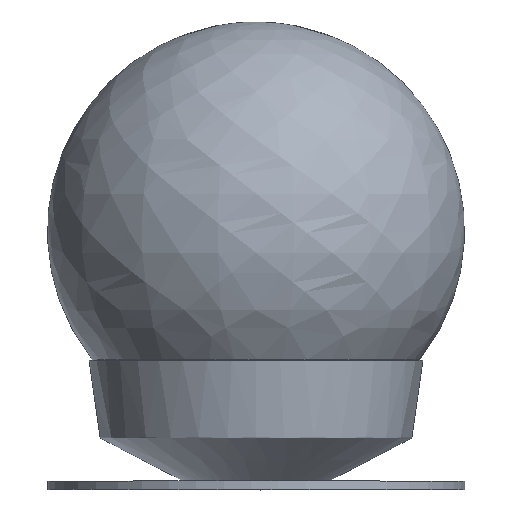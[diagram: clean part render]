
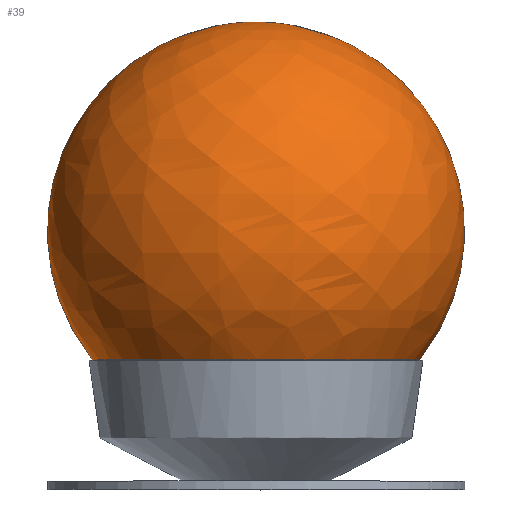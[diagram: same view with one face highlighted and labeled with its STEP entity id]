
A CAD part, top view. The second image highlights one B-rep face of the part: STEP entity #39.
In plain terms, the highlighted free-form (B-spline) face has degree [2, 2] with [5, 5] control points.
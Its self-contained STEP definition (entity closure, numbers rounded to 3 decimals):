
#39=ADVANCED_FACE('',(#54),#191,.T.);
#54=FACE_OUTER_BOUND('',#69,.T.);
#69=EDGE_LOOP('',(#113,#114,#115));
#113=ORIENTED_EDGE('',*,*,#139,.T.);
#114=ORIENTED_EDGE('',*,*,#137,.T.);
#115=ORIENTED_EDGE('',*,*,#138,.F.);
#137=EDGE_CURVE('',#177,#178,#153,.T.);
#138=EDGE_CURVE('',#179,#178,#154,.T.);
#139=EDGE_CURVE('',#179,#177,#155,.T.);
#153=(
BOUNDED_CURVE()
B_SPLINE_CURVE(2,(#609,#610,#611,#612,#613),.UNSPECIFIED.,.F.,.F.)
B_SPLINE_CURVE_WITH_KNOTS((3,2,3),(0.,83.961,167.922),
 .UNSPECIFIED.)
CURVE()
GEOMETRIC_REPRESENTATION_ITEM()
RATIONAL_B_SPLINE_CURVE((1.,0.847,1.,0.847,1.))
REPRESENTATION_ITEM('')
);
#154=(
BOUNDED_CURVE()
B_SPLINE_CURVE(2,(#614,#615,#616,#617,#618),.UNSPECIFIED.,.F.,.F.)
B_SPLINE_CURVE_WITH_KNOTS((3,2,3),(0.,83.961,167.922),
 .UNSPECIFIED.)
CURVE()
GEOMETRIC_REPRESENTATION_ITEM()
RATIONAL_B_SPLINE_CURVE((1.,0.847,1.,0.847,1.))
REPRESENTATION_ITEM('')
);
#155=(
BOUNDED_CURVE()
B_SPLINE_CURVE(2,(#619,#620,#621,#622,#623),.UNSPECIFIED.,.F.,.F.)
B_SPLINE_CURVE_WITH_KNOTS((3,2,3),(235.619,353.429,471.239),
 .UNSPECIFIED.)
CURVE()
GEOMETRIC_REPRESENTATION_ITEM()
RATIONAL_B_SPLINE_CURVE((1.,0.707,1.,0.707,1.))
REPRESENTATION_ITEM('')
);
#177=VERTEX_POINT('',#601);
#178=VERTEX_POINT('',#602);
#179=VERTEX_POINT('',#603);
#191=(
BOUNDED_SURFACE()
B_SPLINE_SURFACE(2,2,((#576,#577,#578,#579,#580),(#581,#582,#583,#584,#585),
(#586,#587,#588,#589,#590),(#591,#592,#593,#594,#595),(#596,#597,#598,#599,
#600)),.UNSPECIFIED.,.F.,.F.,.F.)
B_SPLINE_SURFACE_WITH_KNOTS((3,2,3),(3,2,3),(235.619,353.429,
471.239),(0.,83.961,167.922),.UNSPECIFIED.)
GEOMETRIC_REPRESENTATION_ITEM()
RATIONAL_B_SPLINE_SURFACE(((1.,0.847,1.,0.847,1.),
(0.707,0.599,0.707,0.599,0.707),
(1.,0.847,1.,0.847,1.),(0.707,0.599,
0.707,0.599,0.707),(1.,0.847,
1.,0.847,1.)))
REPRESENTATION_ITEM('')
SURFACE()
);
#576=CARTESIAN_POINT('',(540.472,2978.751,0.));
#577=CARTESIAN_POINT('',(511.357,3015.639,0.));
#578=CARTESIAN_POINT('',(531.853,3057.928,0.));
#579=CARTESIAN_POINT('',(552.35,3100.217,0.));
#580=CARTESIAN_POINT('',(599.344,3100.217,0.));
#581=CARTESIAN_POINT('',(540.472,2978.751,58.872));
#582=CARTESIAN_POINT('',(511.357,3015.639,87.987));
#583=CARTESIAN_POINT('',(531.853,3057.928,67.491));
#584=CARTESIAN_POINT('',(552.35,3100.217,46.994));
#585=CARTESIAN_POINT('',(599.344,3100.217,0.));
#586=CARTESIAN_POINT('',(599.344,2978.751,58.872));
#587=CARTESIAN_POINT('',(599.344,3015.639,87.987));
#588=CARTESIAN_POINT('',(599.344,3057.928,67.491));
#589=CARTESIAN_POINT('',(599.344,3100.217,46.994));
#590=CARTESIAN_POINT('',(599.344,3100.217,0.));
#591=CARTESIAN_POINT('',(658.216,2978.751,58.872));
#592=CARTESIAN_POINT('',(687.331,3015.639,87.987));
#593=CARTESIAN_POINT('',(666.835,3057.928,67.491));
#594=CARTESIAN_POINT('',(646.338,3100.217,46.994));
#595=CARTESIAN_POINT('',(599.344,3100.217,0.));
#596=CARTESIAN_POINT('',(658.216,2978.751,0.));
#597=CARTESIAN_POINT('',(687.331,3015.639,0.));
#598=CARTESIAN_POINT('',(666.835,3057.928,0.));
#599=CARTESIAN_POINT('',(646.338,3100.217,0.));
#600=CARTESIAN_POINT('',(599.344,3100.217,0.));
#601=CARTESIAN_POINT('',(658.216,2978.751,0.));
#602=CARTESIAN_POINT('',(599.344,3100.217,0.));
#603=CARTESIAN_POINT('',(540.472,2978.751,0.));
#609=CARTESIAN_POINT('',(658.216,2978.751,0.));
#610=CARTESIAN_POINT('',(687.331,3015.639,0.));
#611=CARTESIAN_POINT('',(666.835,3057.928,0.));
#612=CARTESIAN_POINT('',(646.338,3100.217,0.));
#613=CARTESIAN_POINT('',(599.344,3100.217,0.));
#614=CARTESIAN_POINT('',(540.472,2978.751,0.));
#615=CARTESIAN_POINT('',(511.357,3015.639,0.));
#616=CARTESIAN_POINT('',(531.853,3057.928,0.));
#617=CARTESIAN_POINT('',(552.35,3100.217,0.));
#618=CARTESIAN_POINT('',(599.344,3100.217,0.));
#619=CARTESIAN_POINT('',(540.472,2978.751,0.));
#620=CARTESIAN_POINT('',(540.472,2978.751,58.872));
#621=CARTESIAN_POINT('',(599.344,2978.751,58.872));
#622=CARTESIAN_POINT('',(658.216,2978.751,58.872));
#623=CARTESIAN_POINT('',(658.216,2978.751,0.));
